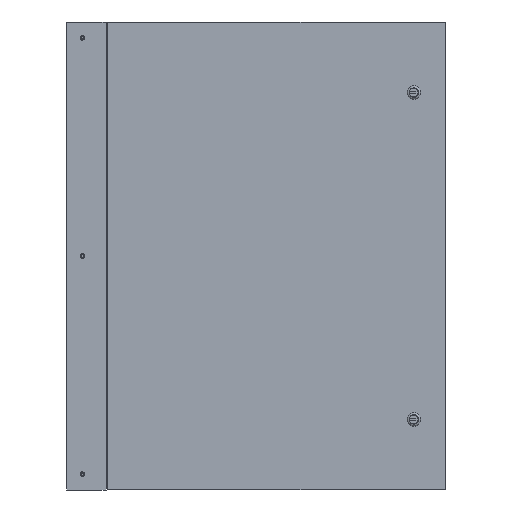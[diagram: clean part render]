
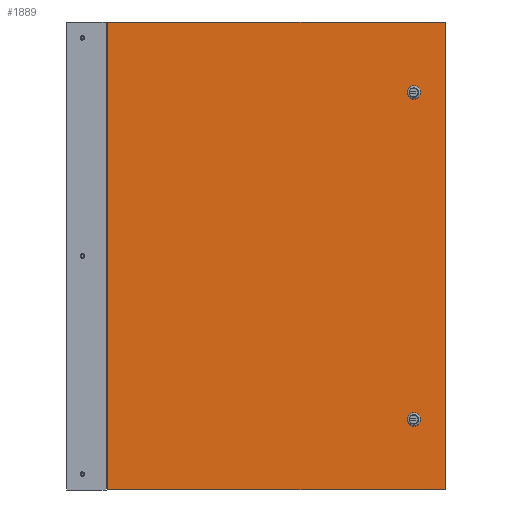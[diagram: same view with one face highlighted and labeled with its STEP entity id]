
A CAD part, front view. The second image highlights one B-rep face of the part: STEP entity #1889.
In plain terms, the highlighted planar face has unit normal (0, -1, 0).
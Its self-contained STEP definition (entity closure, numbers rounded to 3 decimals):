
#1889 = ADVANCED_FACE( '', ( #3738, #3739, #3740 ), #3741, .T. );
#3738 = FACE_BOUND( '', #27211, .T. );
#3739 = FACE_BOUND( '', #27212, .T. );
#3740 = FACE_OUTER_BOUND( '', #27213, .T. );
#3741 = PLANE( '', #27214 );
#27211 = EDGE_LOOP( '', ( #37178, #37179, #37180, #37181 ) );
#27212 = EDGE_LOOP( '', ( #37182, #37183, #37184, #37185 ) );
#27213 = EDGE_LOOP( '', ( #37186, #37187, #37188, #37189 ) );
#27214 = AXIS2_PLACEMENT_3D( '', #37190, #37191, #37192 );
#37178 = ORIENTED_EDGE( '', *, *, #39836, .F. );
#37179 = ORIENTED_EDGE( '', *, *, #39723, .F. );
#37180 = ORIENTED_EDGE( '', *, *, #38645, .F. );
#37181 = ORIENTED_EDGE( '', *, *, #38454, .F. );
#37182 = ORIENTED_EDGE( '', *, *, #39910, .F. );
#37183 = ORIENTED_EDGE( '', *, *, #38983, .F. );
#37184 = ORIENTED_EDGE( '', *, *, #39988, .F. );
#37185 = ORIENTED_EDGE( '', *, *, #40062, .F. );
#37186 = ORIENTED_EDGE( '', *, *, #39922, .T. );
#37187 = ORIENTED_EDGE( '', *, *, #39934, .T. );
#37188 = ORIENTED_EDGE( '', *, *, #40043, .T. );
#37189 = ORIENTED_EDGE( '', *, *, #39213, .T. );
#37190 = CARTESIAN_POINT( '', ( 0., 0., 0. ) );
#37191 = DIRECTION( '', ( 0., -1., 0. ) );
#37192 = DIRECTION( '', ( 0., 0., -1. ) );
#38454 = EDGE_CURVE( '', #40483, #40485, #40486, .T. );
#38645 = EDGE_CURVE( '', #40485, #40819, #40820, .T. );
#38983 = EDGE_CURVE( '', #41382, #41384, #41385, .T. );
#39213 = EDGE_CURVE( '', #41751, #41752, #41753, .T. );
#39723 = EDGE_CURVE( '', #40819, #42465, #42466, .T. );
#39836 = EDGE_CURVE( '', #42465, #40483, #42605, .T. );
#39910 = EDGE_CURVE( '', #41384, #42703, #42704, .T. );
#39922 = EDGE_CURVE( '', #41752, #42717, #42718, .T. );
#39934 = EDGE_CURVE( '', #42717, #42730, #42731, .T. );
#39988 = EDGE_CURVE( '', #42791, #41382, #42793, .T. );
#40043 = EDGE_CURVE( '', #42730, #41751, #42861, .T. );
#40062 = EDGE_CURVE( '', #42703, #42791, #42882, .T. );
#40483 = VERTEX_POINT( '', #43587 );
#40485 = VERTEX_POINT( '', #43590 );
#40486 = LINE( '', #43591, #43592 );
#40819 = VERTEX_POINT( '', #44399 );
#40820 = CIRCLE( '', #44400, 9.716 );
#41382 = VERTEX_POINT( '', #45794 );
#41384 = VERTEX_POINT( '', #45797 );
#41385 = LINE( '', #45798, #45799 );
#41751 = VERTEX_POINT( '', #46617 );
#41752 = VERTEX_POINT( '', #46618 );
#41753 = LINE( '', #46619, #46620 );
#42465 = VERTEX_POINT( '', #48123 );
#42466 = LINE( '', #48124, #48125 );
#42605 = CIRCLE( '', #48422, 9.716 );
#42703 = VERTEX_POINT( '', #48727 );
#42704 = CIRCLE( '', #48728, 9.716 );
#42717 = VERTEX_POINT( '', #48761 );
#42718 = LINE( '', #48762, #48763 );
#42730 = VERTEX_POINT( '', #48780 );
#42731 = LINE( '', #48781, #48782 );
#42791 = VERTEX_POINT( '', #48884 );
#42793 = CIRCLE( '', #48887, 9.716 );
#42861 = LINE( '', #49033, #49034 );
#42882 = LINE( '', #49071, #49072 );
#43587 = CARTESIAN_POINT( '', ( 226.822, 0., 284.722 ) );
#43590 = CARTESIAN_POINT( '', ( 226.822, 0., 274.078 ) );
#43591 = CARTESIAN_POINT( '', ( 226.822, 0., 284.722 ) );
#43592 = VECTOR( '', #49578, 1000. );
#44399 = CARTESIAN_POINT( '', ( 243.078, 0., 274.078 ) );
#44400 = AXIS2_PLACEMENT_3D( '', #49777, #49778, #49779 );
#45794 = CARTESIAN_POINT( '', ( 243.078, 0., -284.722 ) );
#45797 = CARTESIAN_POINT( '', ( 243.078, 0., -274.078 ) );
#45798 = CARTESIAN_POINT( '', ( 243.078, 0., -274.078 ) );
#45799 = VECTOR( '', #50092, 1000. );
#46617 = CARTESIAN_POINT( '', ( 288.925, 0., 400.05 ) );
#46618 = CARTESIAN_POINT( '', ( -288.925, 0., 400.05 ) );
#46619 = CARTESIAN_POINT( '', ( 288.925, 0., 400.05 ) );
#46620 = VECTOR( '', #50308, 1000. );
#48123 = CARTESIAN_POINT( '', ( 243.078, 0., 284.722 ) );
#48124 = CARTESIAN_POINT( '', ( 243.078, 0., 284.722 ) );
#48125 = VECTOR( '', #50804, 1000. );
#48422 = AXIS2_PLACEMENT_3D( '', #50910, #50911, #50912 );
#48727 = CARTESIAN_POINT( '', ( 226.822, 0., -274.078 ) );
#48728 = AXIS2_PLACEMENT_3D( '', #50980, #50981, #50982 );
#48761 = CARTESIAN_POINT( '', ( -288.925, 0., -400.05 ) );
#48762 = CARTESIAN_POINT( '', ( -288.925, 0., 400.05 ) );
#48763 = VECTOR( '', #50988, 1000. );
#48780 = CARTESIAN_POINT( '', ( 288.925, 0., -400.05 ) );
#48781 = CARTESIAN_POINT( '', ( -288.925, 0., -400.05 ) );
#48782 = VECTOR( '', #51000, 1000. );
#48884 = CARTESIAN_POINT( '', ( 226.822, 0., -284.722 ) );
#48887 = AXIS2_PLACEMENT_3D( '', #51039, #51040, #51041 );
#49033 = CARTESIAN_POINT( '', ( 288.925, 0., -400.05 ) );
#49034 = VECTOR( '', #51085, 1000. );
#49071 = CARTESIAN_POINT( '', ( 226.822, 0., -274.078 ) );
#49072 = VECTOR( '', #51096, 1000. );
#49578 = DIRECTION( '', ( 0., 0., -1. ) );
#49777 = CARTESIAN_POINT( '', ( 234.95, 0., 279.4 ) );
#49778 = DIRECTION( '', ( 0., -1., 0. ) );
#49779 = DIRECTION( '', ( 1., 0., 0. ) );
#50092 = DIRECTION( '', ( 0., 0., 1. ) );
#50308 = DIRECTION( '', ( -1., 0., 0. ) );
#50804 = DIRECTION( '', ( 0., 0., 1. ) );
#50910 = CARTESIAN_POINT( '', ( 234.95, 0., 279.4 ) );
#50911 = DIRECTION( '', ( 0., -1., 0. ) );
#50912 = DIRECTION( '', ( 1., 0., 0. ) );
#50980 = CARTESIAN_POINT( '', ( 234.95, 0., -279.4 ) );
#50981 = DIRECTION( '', ( 0., -1., 0. ) );
#50982 = DIRECTION( '', ( 1., 0., 0. ) );
#50988 = DIRECTION( '', ( 0., 0., -1. ) );
#51000 = DIRECTION( '', ( 1., 0., 0. ) );
#51039 = CARTESIAN_POINT( '', ( 234.95, 0., -279.4 ) );
#51040 = DIRECTION( '', ( 0., -1., 0. ) );
#51041 = DIRECTION( '', ( 1., 0., 0. ) );
#51085 = DIRECTION( '', ( 0., 0., 1. ) );
#51096 = DIRECTION( '', ( 0., 0., -1. ) );
